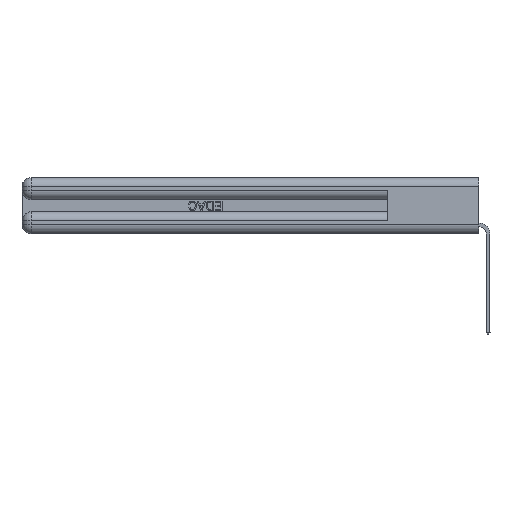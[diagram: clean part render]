
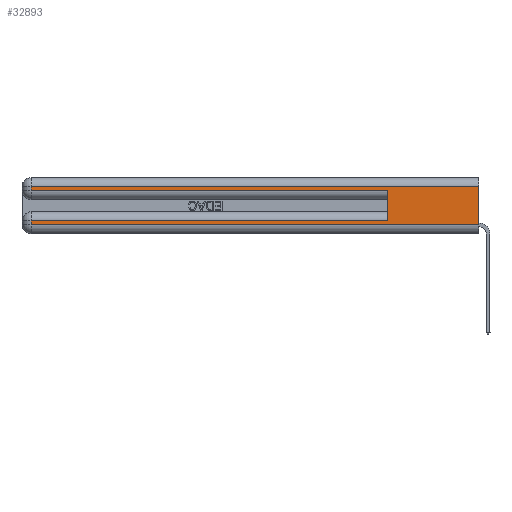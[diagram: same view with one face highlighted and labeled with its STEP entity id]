
A CAD part, left-side view. The second image highlights one B-rep face of the part: STEP entity #32893.
In plain terms, the highlighted planar face has unit normal (-1, 0, 0).
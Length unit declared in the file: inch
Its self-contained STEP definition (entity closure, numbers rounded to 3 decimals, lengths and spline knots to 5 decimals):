
#299 = DIRECTION ( 'NONE',  ( 1., 0., 0. ) ) ;
#405 = CARTESIAN_POINT ( 'NONE',  ( 0., 0., 0.06 ) ) ;
#462 = ORIENTED_EDGE ( 'NONE', *, *, #17050, .T. ) ;
#475 = CARTESIAN_POINT ( 'NONE',  ( 0., 0., 0.37 ) ) ;
#2585 = CARTESIAN_POINT ( 'NONE',  ( 0., 0., 0.285 ) ) ;
#2605 = VERTEX_POINT ( 'NONE', #31499 ) ;
#3001 = EDGE_CURVE ( 'NONE', #15941, #33581, #32871, .T. ) ;
#3075 = CARTESIAN_POINT ( 'NONE',  ( 0., 2.94, 0.37 ) ) ;
#3717 = EDGE_CURVE ( 'NONE', #17336, #9915, #32412, .T. ) ;
#5597 = CARTESIAN_POINT ( 'NONE',  ( 0., 2.94, 0.37 ) ) ;
#5881 = VECTOR ( 'NONE', #13906, 39.37008 ) ;
#8297 = DIRECTION ( 'NONE',  ( 0., 0., -1. ) ) ;
#8308 = CARTESIAN_POINT ( 'NONE',  ( 0., 2.94, 0.085 ) ) ;
#9141 = EDGE_CURVE ( 'NONE', #33581, #24271, #25000, .T. ) ;
#9915 = VERTEX_POINT ( 'NONE', #14653 ) ;
#10867 = ORIENTED_EDGE ( 'NONE', *, *, #9141, .T. ) ;
#11567 = VECTOR ( 'NONE', #8297, 39.37008 ) ;
#11692 = EDGE_CURVE ( 'NONE', #2605, #20739, #23121, .T. ) ;
#13488 = VECTOR ( 'NONE', #24086, 39.37008 ) ;
#13611 = VECTOR ( 'NONE', #32465, 39.37008 ) ;
#13906 = DIRECTION ( 'NONE',  ( 0., 0., -1. ) ) ;
#14468 = ORIENTED_EDGE ( 'NONE', *, *, #11692, .F. ) ;
#14554 = AXIS2_PLACEMENT_3D ( 'NONE', #32435, #299, #19134 ) ;
#14653 = CARTESIAN_POINT ( 'NONE',  ( 0., 2.94, 0.285 ) ) ;
#15325 = FACE_OUTER_BOUND ( 'NONE', #32164, .T. ) ;
#15941 = VERTEX_POINT ( 'NONE', #8308 ) ;
#16045 = VECTOR ( 'NONE', #30497, 39.37008 ) ;
#16496 = VECTOR ( 'NONE', #29425, 39.37008 ) ;
#17050 = EDGE_CURVE ( 'NONE', #9915, #20739, #23581, .T. ) ;
#17336 = VERTEX_POINT ( 'NONE', #34115 ) ;
#17352 = CARTESIAN_POINT ( 'NONE',  ( 0., 0., 0.31 ) ) ;
#17907 = ORIENTED_EDGE ( 'NONE', *, *, #26113, .T. ) ;
#17925 = ORIENTED_EDGE ( 'NONE', *, *, #3001, .T. ) ;
#19134 = DIRECTION ( 'NONE',  ( 0., 0., -1. ) ) ;
#19549 = CARTESIAN_POINT ( 'NONE',  ( 0., 2.94, 0.06 ) ) ;
#19633 = DIRECTION ( 'NONE',  ( 0., 1., 0. ) ) ;
#19813 = ORIENTED_EDGE ( 'NONE', *, *, #34191, .T. ) ;
#20145 = LINE ( 'NONE', #475, #5881 ) ;
#20470 = VECTOR ( 'NONE', #19633, 39.37008 ) ;
#20593 = LINE ( 'NONE', #21394, #13488 ) ;
#20739 = VERTEX_POINT ( 'NONE', #21275 ) ;
#21275 = CARTESIAN_POINT ( 'NONE',  ( 0., 0.6, 0.285 ) ) ;
#21394 = CARTESIAN_POINT ( 'NONE',  ( 0., 0., 0.085 ) ) ;
#23121 = LINE ( 'NONE', #25120, #16045 ) ;
#23581 = LINE ( 'NONE', #2585, #16496 ) ;
#24086 = DIRECTION ( 'NONE',  ( 0., 1., 0. ) ) ;
#24150 = VECTOR ( 'NONE', #32534, 39.37008 ) ;
#24271 = VERTEX_POINT ( 'NONE', #27531 ) ;
#25000 = LINE ( 'NONE', #405, #24150 ) ;
#25120 = CARTESIAN_POINT ( 'NONE',  ( 0., 0.6, 0.145 ) ) ;
#26113 = EDGE_CURVE ( 'NONE', #2605, #15941, #20593, .T. ) ;
#27531 = CARTESIAN_POINT ( 'NONE',  ( 0., 0., 0.06 ) ) ;
#27754 = ORIENTED_EDGE ( 'NONE', *, *, #3717, .T. ) ;
#29425 = DIRECTION ( 'NONE',  ( 0., -1., 0. ) ) ;
#29432 = EDGE_CURVE ( 'NONE', #30930, #24271, #20145, .T. ) ;
#29755 = PLANE ( 'NONE',  #14554 ) ;
#30497 = DIRECTION ( 'NONE',  ( 0., 0., 1. ) ) ;
#30930 = VERTEX_POINT ( 'NONE', #17352 ) ;
#31393 = ORIENTED_EDGE ( 'NONE', *, *, #29432, .F. ) ;
#31499 = CARTESIAN_POINT ( 'NONE',  ( 0., 0.6, 0.085 ) ) ;
#32164 = EDGE_LOOP ( 'NONE', ( #31393, #19813, #27754, #462, #14468, #17907, #17925, #10867 ) ) ;
#32412 = LINE ( 'NONE', #3075, #13611 ) ;
#32435 = CARTESIAN_POINT ( 'NONE',  ( 0., 0., 0.37 ) ) ;
#32465 = DIRECTION ( 'NONE',  ( 0., 0., -1. ) ) ;
#32534 = DIRECTION ( 'NONE',  ( 0., -1., 0. ) ) ;
#32871 = LINE ( 'NONE', #5597, #11567 ) ;
#32893 = ADVANCED_FACE ( 'NONE', ( #15325 ), #29755, .F. ) ;
#32929 = CARTESIAN_POINT ( 'NONE',  ( 0., 0., 0.31 ) ) ;
#33581 = VERTEX_POINT ( 'NONE', #19549 ) ;
#34115 = CARTESIAN_POINT ( 'NONE',  ( 0., 2.94, 0.31 ) ) ;
#34191 = EDGE_CURVE ( 'NONE', #30930, #17336, #34674, .T. ) ;
#34674 = LINE ( 'NONE', #32929, #20470 ) ;
